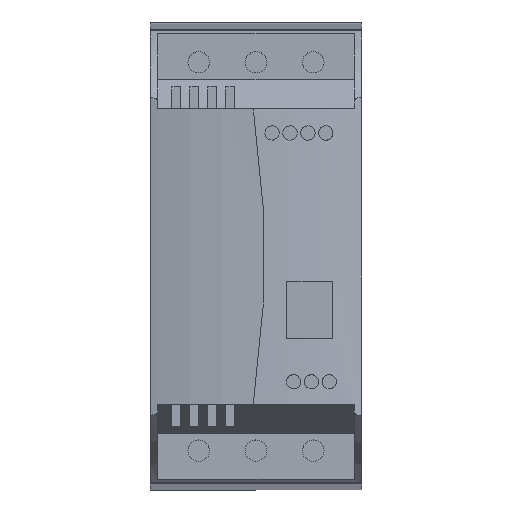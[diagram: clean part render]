
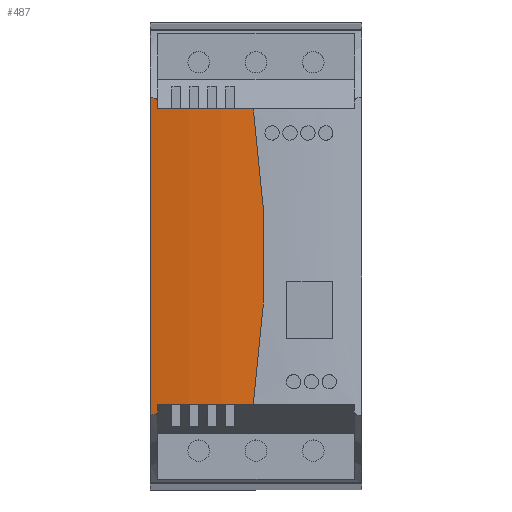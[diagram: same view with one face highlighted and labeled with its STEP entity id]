
A CAD part, top view. The second image highlights one B-rep face of the part: STEP entity #487.
In plain terms, the highlighted cylindrical face has radius 127.499 mm (diameter 254.997 mm), a partial arc.
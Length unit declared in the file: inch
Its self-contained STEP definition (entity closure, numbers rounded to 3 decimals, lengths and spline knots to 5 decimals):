
#146 = EDGE_CURVE ( 'NONE', #4177, #178, #936, .T. ) ;
#166 = EDGE_CURVE ( 'NONE', #3358, #436, #5708, .T. ) ;
#178 = VERTEX_POINT ( 'NONE', #3431 ) ;
#218 = DIRECTION ( 'NONE',  ( 0., 1., 0. ) ) ;
#274 = CARTESIAN_POINT ( 'NONE',  ( -1.11891, 1.98961, 5.24113 ) ) ;
#293 = DIRECTION ( 'NONE',  ( 0., 0., -1. ) ) ;
#304 = CARTESIAN_POINT ( 'NONE',  ( -1.10205, 1.98205, 5.2446 ) ) ;
#309 = DIRECTION ( 'NONE',  ( 0., 1., 0. ) ) ;
#353 = CARTESIAN_POINT ( 'NONE',  ( -1.08268, 1.97366, 5.24851 ) ) ;
#436 = VERTEX_POINT ( 'NONE', #2012 ) ;
#487 = ADVANCED_FACE ( 'NONE', ( #618 ), #771, .T. ) ;
#502 = CARTESIAN_POINT ( 'NONE',  ( -0.0992, -1.37599, 0.32616 ) ) ;
#506 = CARTESIAN_POINT ( 'NONE',  ( 0.01453, 1.56473, 5.34466 ) ) ;
#528 = VERTEX_POINT ( 'NONE', #2689 ) ;
#618 = FACE_OUTER_BOUND ( 'NONE', #4582, .T. ) ;
#679 = CARTESIAN_POINT ( 'NONE',  ( -0.025, 2.83779, 5.34525 ) ) ;
#733 = CARTESIAN_POINT ( 'NONE',  ( -1.09335, 1.97823, 5.24637 ) ) ;
#735 = CARTESIAN_POINT ( 'NONE',  ( -1.11891, 1.98961, 5.24113 ) ) ;
#748 = AXIS2_PLACEMENT_3D ( 'NONE', #5935, #2151, #2631 ) ;
#769 = CARTESIAN_POINT ( 'NONE',  ( -1.08268, -1.37599, 5.24851 ) ) ;
#771 = CYLINDRICAL_SURFACE ( 'NONE', #748, 5.01963 ) ;
#785 = B_SPLINE_CURVE_WITH_KNOTS ( 'NONE', 3,
 ( #5621, #4212, #2370, #1416 ),
 .UNSPECIFIED., .F., .F.,
 ( 4, 4 ),
 ( 0., 1. ),
 .UNSPECIFIED. ) ;
#936 = LINE ( 'NONE', #5283, #4204 ) ;
#1194 = CARTESIAN_POINT ( 'NONE',  ( -1.09627, -1.47951, 5.24578 ) ) ;
#1221 = CARTESIAN_POINT ( 'NONE',  ( -1.08802, 1.97593, 5.24744 ) ) ;
#1228 = CARTESIAN_POINT ( 'NONE',  ( -1.08268, -1.47366, 5.24851 ) ) ;
#1239 = B_SPLINE_CURVE_WITH_KNOTS ( 'NONE', 3,
 ( #5311, #2054, #1644, #5855 ),
 .UNSPECIFIED., .F., .F.,
 ( 4, 4 ),
 ( 0., 1. ),
 .UNSPECIFIED. ) ;
#1249 = CARTESIAN_POINT ( 'NONE',  ( -1.10303, -1.48249, 5.2444 ) ) ;
#1330 = VECTOR ( 'NONE', #3343, 39.37008 ) ;
#1357 = EDGE_CURVE ( 'NONE', #2046, #2463, #785, .T. ) ;
#1410 = DIRECTION ( 'NONE',  ( 0., 1., 0. ) ) ;
#1416 = CARTESIAN_POINT ( 'NONE',  ( -1.11891, 1.98961, 5.24113 ) ) ;
#1458 = EDGE_CURVE ( 'NONE', #528, #2055, #1239, .T. ) ;
#1542 = VERTEX_POINT ( 'NONE', #4513 ) ;
#1573 = EDGE_CURVE ( 'NONE', #1542, #3195, #4589, .T. ) ;
#1644 = CARTESIAN_POINT ( 'NONE',  ( -1.13301, -1.4929, 5.23821 ) ) ;
#1647 = CARTESIAN_POINT ( 'NONE',  ( -1.11363, -1.48722, 5.24223 ) ) ;
#1648 = CARTESIAN_POINT ( 'NONE',  ( -1.08268, 2.83779, 5.24851 ) ) ;
#1680 = CARTESIAN_POINT ( 'NONE',  ( -1.11555, 1.98809, 5.24183 ) ) ;
#1835 = CARTESIAN_POINT ( 'NONE',  ( 0.08368, 0.7793, 5.3425 ) ) ;
#1863 = ORIENTED_EDGE ( 'NONE', *, *, #5180, .T. ) ;
#1867 = CARTESIAN_POINT ( 'NONE',  ( -0.025, -1.31938, 5.34525 ) ) ;
#1889 = VERTEX_POINT ( 'NONE', #769 ) ;
#1983 = CARTESIAN_POINT ( 'NONE',  ( -0.025, 1.82529, 5.34525 ) ) ;
#2012 = CARTESIAN_POINT ( 'NONE',  ( -0.025, -1.31938, 5.34525 ) ) ;
#2046 = VERTEX_POINT ( 'NONE', #4864 ) ;
#2054 = CARTESIAN_POINT ( 'NONE',  ( -1.14718, -1.49626, 5.2352 ) ) ;
#2055 = VERTEX_POINT ( 'NONE', #5320 ) ;
#2151 = DIRECTION ( 'NONE',  ( 0., -1., 0. ) ) ;
#2165 = CARTESIAN_POINT ( 'NONE',  ( -1.11891, -1.48961, 5.24113 ) ) ;
#2308 = DIRECTION ( 'NONE',  ( 0., 0., -1. ) ) ;
#2370 = CARTESIAN_POINT ( 'NONE',  ( -1.13306, 1.99291, 5.2382 ) ) ;
#2463 = VERTEX_POINT ( 'NONE', #735 ) ;
#2505 = CIRCLE ( 'NONE', #3272, 5.01963 ) ;
#2572 = CARTESIAN_POINT ( 'NONE',  ( -1.08948, -1.47657, 5.24715 ) ) ;
#2577 = EDGE_CURVE ( 'NONE', #436, #4177, #3310, .T. ) ;
#2631 = DIRECTION ( 'NONE',  ( 0., 0., -1. ) ) ;
#2689 = CARTESIAN_POINT ( 'NONE',  ( -1.16142, -1.49969, 5.23212 ) ) ;
#2766 = ORIENTED_EDGE ( 'NONE', *, *, #1458, .T. ) ;
#2771 = CARTESIAN_POINT ( 'NONE',  ( 0.0936, 0.5165, 5.34209 ) ) ;
#2810 = CARTESIAN_POINT ( 'NONE',  ( 0.0936, -0.01059, 5.34209 ) ) ;
#2853 = VECTOR ( 'NONE', #4945, 39.37008 ) ;
#2878 = CARTESIAN_POINT ( 'NONE',  ( -1.16142, 3.39961, 5.23212 ) ) ;
#2948 = EDGE_CURVE ( 'NONE', #178, #1542, #5717, .T. ) ;
#2956 = CARTESIAN_POINT ( 'NONE',  ( -0.025, -1.37599, 5.34525 ) ) ;
#3034 = CARTESIAN_POINT ( 'NONE',  ( -0.0992, 1.87598, 0.32616 ) ) ;
#3054 = ORIENTED_EDGE ( 'NONE', *, *, #4990, .T. ) ;
#3059 = ORIENTED_EDGE ( 'NONE', *, *, #146, .T. ) ;
#3195 = VERTEX_POINT ( 'NONE', #3827 ) ;
#3236 = CARTESIAN_POINT ( 'NONE',  ( 0.04414, 1.30341, 5.34379 ) ) ;
#3250 = CARTESIAN_POINT ( 'NONE',  ( 0.04414, -0.7975, 5.34379 ) ) ;
#3259 = ORIENTED_EDGE ( 'NONE', *, *, #5590, .F. ) ;
#3272 = AXIS2_PLACEMENT_3D ( 'NONE', #502, #1410, #2308 ) ;
#3287 = LINE ( 'NONE', #1648, #2853 ) ;
#3310 = B_SPLINE_CURVE_WITH_KNOTS ( 'NONE', 3,
 ( #1867, #5523, #3250, #3756, #2810, #2771, #1835, #3236, #506, #5121 ),
 .UNSPECIFIED., .F., .F.,
 ( 4, 2, 2, 2, 4 ),
 ( -0.04005, -0.02003, 0., 0.02003, 0.04005 ),
 .UNSPECIFIED. ) ;
#3335 = CARTESIAN_POINT ( 'NONE',  ( -1.08268, -1.47366, 5.24851 ) ) ;
#3343 = DIRECTION ( 'NONE',  ( 0., 1., 0. ) ) ;
#3358 = VERTEX_POINT ( 'NONE', #2956 ) ;
#3365 = AXIS2_PLACEMENT_3D ( 'NONE', #3034, #4534, #293 ) ;
#3431 = CARTESIAN_POINT ( 'NONE',  ( -0.025, 1.87598, 5.34525 ) ) ;
#3549 = CARTESIAN_POINT ( 'NONE',  ( -1.11218, 1.98657, 5.24252 ) ) ;
#3626 = B_SPLINE_CURVE_WITH_KNOTS ( 'NONE', 3,
 ( #2165, #1647, #4021, #1249, #4923, #1194, #4906, #2572, #5893, #1228 ),
 .UNSPECIFIED., .F., .F.,
 ( 4, 3, 3, 4 ),
 ( 0., 0.00045, 0.00074, 0.00102 ),
 .UNSPECIFIED. ) ;
#3756 = CARTESIAN_POINT ( 'NONE',  ( 0.08368, -0.27339, 5.3425 ) ) ;
#3827 = CARTESIAN_POINT ( 'NONE',  ( -1.08268, 1.97366, 5.24851 ) ) ;
#3898 = DIRECTION ( 'NONE',  ( 0., 1., 0. ) ) ;
#3984 = EDGE_CURVE ( 'NONE', #1889, #3358, #2505, .T. ) ;
#4006 = CARTESIAN_POINT ( 'NONE',  ( -1.10543, 1.98355, 5.24391 ) ) ;
#4021 = CARTESIAN_POINT ( 'NONE',  ( -1.10834, -1.48484, 5.24332 ) ) ;
#4079 = ORIENTED_EDGE ( 'NONE', *, *, #1357, .F. ) ;
#4096 = CARTESIAN_POINT ( 'NONE',  ( -1.08268, 2.83779, 5.24851 ) ) ;
#4177 = VERTEX_POINT ( 'NONE', #1983 ) ;
#4204 = VECTOR ( 'NONE', #218, 39.37008 ) ;
#4212 = CARTESIAN_POINT ( 'NONE',  ( -1.14723, 1.99627, 5.23519 ) ) ;
#4383 = EDGE_CURVE ( 'NONE', #3195, #2463, #5719, .T. ) ;
#4471 = CARTESIAN_POINT ( 'NONE',  ( -1.1088, 1.98506, 5.24322 ) ) ;
#4491 = VECTOR ( 'NONE', #3898, 39.37008 ) ;
#4513 = CARTESIAN_POINT ( 'NONE',  ( -1.08268, 1.87598, 5.24851 ) ) ;
#4516 = ORIENTED_EDGE ( 'NONE', *, *, #4383, .T. ) ;
#4534 = DIRECTION ( 'NONE',  ( 0., -1., 0. ) ) ;
#4582 = EDGE_LOOP ( 'NONE', ( #3259, #2766, #1863, #3054, #4777, #5542, #5763, #3059, #5228, #5902, #4516, #4079 ) ) ;
#4589 = LINE ( 'NONE', #4096, #4881 ) ;
#4661 = VERTEX_POINT ( 'NONE', #3335 ) ;
#4777 = ORIENTED_EDGE ( 'NONE', *, *, #3984, .T. ) ;
#4864 = CARTESIAN_POINT ( 'NONE',  ( -1.16142, 1.99969, 5.23212 ) ) ;
#4881 = VECTOR ( 'NONE', #309, 39.37008 ) ;
#4906 = CARTESIAN_POINT ( 'NONE',  ( -1.09287, -1.47804, 5.24646 ) ) ;
#4923 = CARTESIAN_POINT ( 'NONE',  ( -1.09965, -1.481, 5.24509 ) ) ;
#4945 = DIRECTION ( 'NONE',  ( 0., 1., 0. ) ) ;
#4990 = EDGE_CURVE ( 'NONE', #4661, #1889, #3287, .T. ) ;
#5121 = CARTESIAN_POINT ( 'NONE',  ( -0.025, 1.82529, 5.34525 ) ) ;
#5180 = EDGE_CURVE ( 'NONE', #2055, #4661, #3626, .T. ) ;
#5228 = ORIENTED_EDGE ( 'NONE', *, *, #2948, .T. ) ;
#5229 = LINE ( 'NONE', #2878, #1330 ) ;
#5283 = CARTESIAN_POINT ( 'NONE',  ( -0.025, 2.83779, 5.34525 ) ) ;
#5311 = CARTESIAN_POINT ( 'NONE',  ( -1.16142, -1.49969, 5.23212 ) ) ;
#5320 = CARTESIAN_POINT ( 'NONE',  ( -1.11891, -1.48961, 5.24113 ) ) ;
#5413 = CARTESIAN_POINT ( 'NONE',  ( -1.09867, 1.98057, 5.24529 ) ) ;
#5523 = CARTESIAN_POINT ( 'NONE',  ( 0.01453, -1.05882, 5.34466 ) ) ;
#5542 = ORIENTED_EDGE ( 'NONE', *, *, #166, .T. ) ;
#5590 = EDGE_CURVE ( 'NONE', #528, #2046, #5229, .T. ) ;
#5621 = CARTESIAN_POINT ( 'NONE',  ( -1.16142, 1.99969, 5.23212 ) ) ;
#5708 = LINE ( 'NONE', #679, #4491 ) ;
#5717 = CIRCLE ( 'NONE', #3365, 5.01963 ) ;
#5719 = B_SPLINE_CURVE_WITH_KNOTS ( 'NONE', 3,
 ( #353, #1221, #733, #5413, #304, #4006, #4471, #3549, #1680, #274 ),
 .UNSPECIFIED., .F., .F.,
 ( 4, 3, 3, 4 ),
 ( 0., 0.00045, 0.00074, 0.00102 ),
 .UNSPECIFIED. ) ;
#5763 = ORIENTED_EDGE ( 'NONE', *, *, #2577, .T. ) ;
#5855 = CARTESIAN_POINT ( 'NONE',  ( -1.11891, -1.48961, 5.24113 ) ) ;
#5893 = CARTESIAN_POINT ( 'NONE',  ( -1.08608, -1.47511, 5.24783 ) ) ;
#5902 = ORIENTED_EDGE ( 'NONE', *, *, #1573, .T. ) ;
#5935 = CARTESIAN_POINT ( 'NONE',  ( -0.0992, 2.83779, 0.32616 ) ) ;
